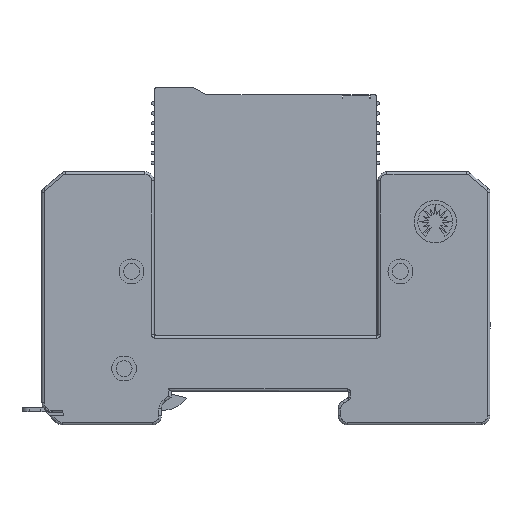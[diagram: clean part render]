
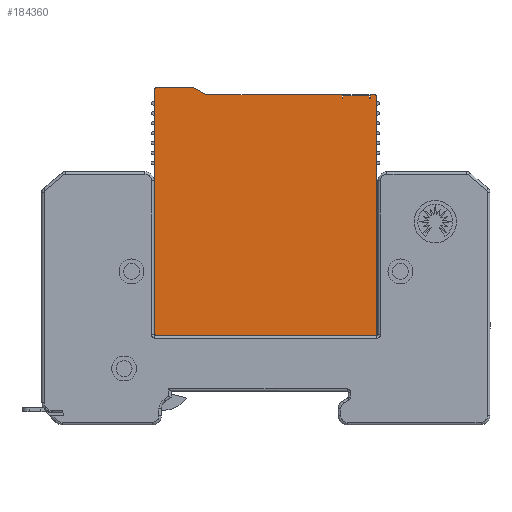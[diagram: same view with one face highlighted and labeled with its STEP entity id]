
A CAD part, front view. The second image highlights one B-rep face of the part: STEP entity #184360.
In plain terms, the highlighted planar face has unit normal (0, -1, 0).
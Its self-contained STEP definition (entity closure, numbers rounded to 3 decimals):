
#62360=CARTESIAN_POINT('',(-194.207,928.111,26.113
));
#62370=VERTEX_POINT('',#62360);
#62400=CARTESIAN_POINT('',(-193.907,928.111,26.113
));
#62410=DIRECTION('',(0.,1.,0.));
#62420=DIRECTION('',(1.,-0.,0.));
#62430=AXIS2_PLACEMENT_3D('',#62400,#62410,#62420);
#62440=CIRCLE('',#62430,0.3);
#62450=CARTESIAN_POINT('',(-193.907,928.111,25.813
));
#62460=VERTEX_POINT('',#62450);
#62470=EDGE_CURVE('',#62460,#62370,#62440,.T.);
#133840=CARTESIAN_POINT('',(-156.457,928.111,
73.992));
#133850=VERTEX_POINT('',#133840);
#133880=CARTESIAN_POINT('',(-156.457,928.111,0.));
#133890=DIRECTION('',(0.,0.,1.));
#133900=VECTOR('',#133890,1.);
#133910=LINE('',#133880,#133900);
#133920=CARTESIAN_POINT('',(-156.457,928.111,
73.483));
#133930=VERTEX_POINT('',#133920);
#133940=EDGE_CURVE('',#133930,#133850,#133910,.T.);
#168920=CARTESIAN_POINT('',(-184.034,928.111,
74.327));
#168930=VERTEX_POINT('',#168920);
#168960=CARTESIAN_POINT('',(0.,928.111,-19.371));
#168970=DIRECTION('',(-0.891,-0.,0.454));
#168980=VECTOR('',#168970,1.);
#168990=LINE('',#168960,#168980);
#169000=CARTESIAN_POINT('',(-186.531,928.111,
75.599));
#169010=VERTEX_POINT('',#169000);
#169020=EDGE_CURVE('',#168930,#169010,#168990,.T.);
#170700=CARTESIAN_POINT('',(-150.007,928.111,
25.813));
#170710=VERTEX_POINT('',#170700);
#170810=CARTESIAN_POINT('',(0.,928.111,25.813));
#170820=DIRECTION('',(-1.,-0.,0.));
#170830=VECTOR('',#170820,1.);
#170840=LINE('',#170810,#170830);
#170850=EDGE_CURVE('',#170710,#62460,#170840,.T.);
#172010=CARTESIAN_POINT('',(-149.707,928.111,
26.113));
#172020=VERTEX_POINT('',#172010);
#172050=CARTESIAN_POINT('',(-149.707,928.111,0.));
#172060=DIRECTION('',(-0.,0.,1.));
#172070=VECTOR('',#172060,1.);
#172080=LINE('',#172050,#172070);
#172090=CARTESIAN_POINT('',(-149.707,928.111,
73.913));
#172100=VERTEX_POINT('',#172090);
#172110=EDGE_CURVE('',#172020,#172100,#172080,.T.);
#175270=CARTESIAN_POINT('',(-194.207,928.111,
75.413));
#175280=VERTEX_POINT('',#175270);
#175310=CARTESIAN_POINT('',(-194.207,928.111,0.));
#175320=DIRECTION('',(-0.,-0.,-1.));
#175330=VECTOR('',#175320,1.);
#175340=LINE('',#175310,#175330);
#175350=EDGE_CURVE('',#175280,#62370,#175340,.T.);
#177960=CARTESIAN_POINT('',(-156.607,928.111,
73.483));
#177970=VERTEX_POINT('',#177960);
#178020=CARTESIAN_POINT('',(0.,928.111,73.483));
#178030=DIRECTION('',(1.,0.,0.));
#178040=VECTOR('',#178030,1.);
#178050=LINE('',#178020,#178040);
#178060=EDGE_CURVE('',#177970,#133930,#178050,.T.);
#180790=CARTESIAN_POINT('',(-151.157,928.111,
73.992));
#180800=VERTEX_POINT('',#180790);
#180880=CARTESIAN_POINT('',(-151.157,928.111,
73.483));
#180890=VERTEX_POINT('',#180880);
#180920=CARTESIAN_POINT('',(-151.157,928.111,0.));
#180930=DIRECTION('',(0.,-0.,-1.));
#180940=VECTOR('',#180930,1.);
#180950=LINE('',#180920,#180940);
#180960=EDGE_CURVE('',#180800,#180890,#180950,.T.);
#182310=CARTESIAN_POINT('',(-183.557,928.111,
75.263));
#182320=DIRECTION('',(0.,1.,0.));
#182330=DIRECTION('',(1.,0.,0.));
#182340=AXIS2_PLACEMENT_3D('',#182310,#182320,#182330);
#182350=CIRCLE('',#182340,1.05);
#182360=CARTESIAN_POINT('',(-183.557,928.111,
74.213));
#182370=VERTEX_POINT('',#182360);
#182380=EDGE_CURVE('',#182370,#168930,#182350,.T.);
#182570=CARTESIAN_POINT('',(-187.007,928.111,
74.663));
#182580=DIRECTION('',(0.,1.,0.));
#182590=DIRECTION('',(1.,-0.,0.));
#182600=AXIS2_PLACEMENT_3D('',#182570,#182580,#182590);
#182610=CIRCLE('',#182600,1.05);
#182620=CARTESIAN_POINT('',(-187.007,928.111,
75.713));
#182630=VERTEX_POINT('',#182620);
#182640=EDGE_CURVE('',#182630,#169010,#182610,.T.);
#182820=CARTESIAN_POINT('',(0.,928.111,75.713));
#182830=DIRECTION('',(-1.,-0.,-0.));
#182840=VECTOR('',#182830,1.);
#182850=LINE('',#182820,#182840);
#182860=CARTESIAN_POINT('',(-193.907,928.111,
75.713));
#182870=VERTEX_POINT('',#182860);
#182880=EDGE_CURVE('',#182630,#182870,#182850,.T.);
#183230=CARTESIAN_POINT('',(-150.007,928.111,
73.913));
#183240=DIRECTION('',(0.,1.,0.));
#183250=DIRECTION('',(1.,-0.,0.));
#183260=AXIS2_PLACEMENT_3D('',#183230,#183240,#183250);
#183270=CIRCLE('',#183260,0.3);
#183280=CARTESIAN_POINT('',(-150.007,928.111,
74.213));
#183290=VERTEX_POINT('',#183280);
#183300=EDGE_CURVE('',#183290,#172100,#183270,.T.);
#183550=CARTESIAN_POINT('',(-150.007,928.111,
26.113));
#183560=DIRECTION('',(0.,1.,0.));
#183570=DIRECTION('',(1.,-0.,0.));
#183580=AXIS2_PLACEMENT_3D('',#183550,#183560,#183570);
#183590=CIRCLE('',#183580,0.3);
#183600=EDGE_CURVE('',#172020,#170710,#183590,.T.);
#183670=CARTESIAN_POINT('',(-123.968,928.111,
44.424));
#183680=DIRECTION('',(0.,-1.,0.));
#183690=DIRECTION('',(-1.,-0.,0.));
#183700=AXIS2_PLACEMENT_3D('',#183670,#183680,#183690);
#183710=PLANE('',#183700);
#183720=CARTESIAN_POINT('',(0.,928.111,74.213));
#183730=DIRECTION('',(-1.,0.,0.));
#183740=VECTOR('',#183730,1.);
#183750=LINE('',#183720,#183740);
#183760=CARTESIAN_POINT('',(-151.007,928.111,
74.213));
#183770=VERTEX_POINT('',#183760);
#183780=EDGE_CURVE('',#183290,#183770,#183750,.T.);
#183790=ORIENTED_EDGE('',*,*,#183780,.T.);
#183800=ORIENTED_EDGE('',*,*,#183300,.F.);
#183810=ORIENTED_EDGE('',*,*,#172110,.T.);
#183820=ORIENTED_EDGE('',*,*,#183600,.F.);
#183830=ORIENTED_EDGE('',*,*,#170850,.F.);
#183840=ORIENTED_EDGE('',*,*,#62470,.F.);
#183850=ORIENTED_EDGE('',*,*,#175350,.T.);
#183860=CARTESIAN_POINT('',(-193.907,928.111,
75.413));
#183870=DIRECTION('',(0.,1.,0.));
#183880=DIRECTION('',(1.,-0.,0.));
#183890=AXIS2_PLACEMENT_3D('',#183860,#183870,#183880);
#183900=CIRCLE('',#183890,0.3);
#183910=EDGE_CURVE('',#175280,#182870,#183900,.T.);
#183920=ORIENTED_EDGE('',*,*,#183910,.F.);
#183930=ORIENTED_EDGE('',*,*,#182880,.T.);
#183940=ORIENTED_EDGE('',*,*,#182640,.F.);
#183950=ORIENTED_EDGE('',*,*,#169020,.T.);
#183960=ORIENTED_EDGE('',*,*,#182380,.T.);
#183970=CARTESIAN_POINT('',(0.,928.111,74.213));
#183980=DIRECTION('',(-1.,0.,0.));
#183990=VECTOR('',#183980,1.);
#184000=LINE('',#183970,#183990);
#184010=CARTESIAN_POINT('',(-156.607,928.111,74.213
));
#184020=VERTEX_POINT('',#184010);
#184030=EDGE_CURVE('',#184020,#182370,#184000,.T.);
#184040=ORIENTED_EDGE('',*,*,#184030,.T.);
#184050=CARTESIAN_POINT('',(-156.607,928.111,0.));
#184060=DIRECTION('',(0.,-0.,-1.));
#184070=VECTOR('',#184060,1.);
#184080=LINE('',#184050,#184070);
#184090=EDGE_CURVE('',#184020,#177970,#184080,.T.);
#184100=ORIENTED_EDGE('',*,*,#184090,.F.);
#184110=ORIENTED_EDGE('',*,*,#178060,.F.);
#184120=ORIENTED_EDGE('',*,*,#133940,.F.);
#184130=CARTESIAN_POINT('',(-151.157,928.111,
73.992));
#184140=DIRECTION('',(-1.,0.,0.));
#184150=VECTOR('',#184140,1.);
#184160=LINE('',#184130,#184150);
#184170=EDGE_CURVE('',#180800,#133850,#184160,.T.);
#184180=ORIENTED_EDGE('',*,*,#184170,.T.);
#184190=ORIENTED_EDGE('',*,*,#180960,.F.);
#184200=CARTESIAN_POINT('',(0.,928.111,73.483));
#184210=DIRECTION('',(1.,-0.,-0.));
#184220=VECTOR('',#184210,1.);
#184230=LINE('',#184200,#184220);
#184240=CARTESIAN_POINT('',(-151.007,928.111,
73.483));
#184250=VERTEX_POINT('',#184240);
#184260=EDGE_CURVE('',#180890,#184250,#184230,.T.);
#184270=ORIENTED_EDGE('',*,*,#184260,.F.);
#184280=CARTESIAN_POINT('',(-151.007,928.111,0.));
#184290=DIRECTION('',(0.,-0.,1.));
#184300=VECTOR('',#184290,1.);
#184310=LINE('',#184280,#184300);
#184320=EDGE_CURVE('',#184250,#183770,#184310,.T.);
#184330=ORIENTED_EDGE('',*,*,#184320,.F.);
#184340=EDGE_LOOP('',(#184330,#184270,#184190,#184180,#184120,#184110,
#184100,#184040,#183960,#183950,#183940,#183930,#183920,#183850,#183840,
#183830,#183820,#183810,#183800,#183790));
#184350=FACE_OUTER_BOUND('',#184340,.T.);
#184360=ADVANCED_FACE('',(#184350),#183710,.T.);
